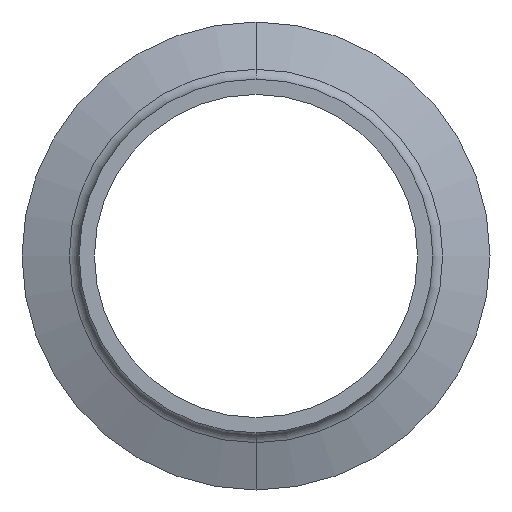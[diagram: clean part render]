
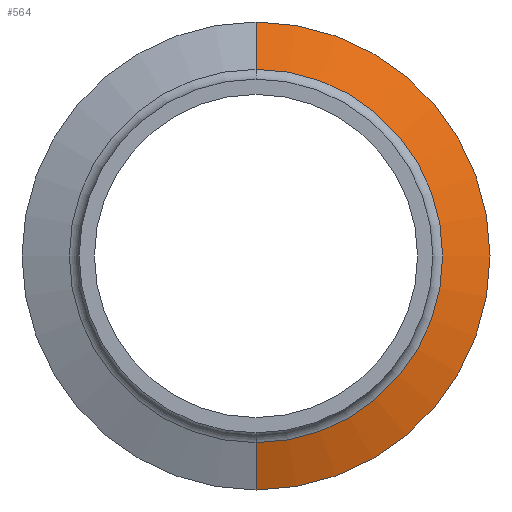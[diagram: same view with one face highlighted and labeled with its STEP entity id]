
A CAD part, front view. The second image highlights one B-rep face of the part: STEP entity #564.
In plain terms, the highlighted conical face has half-angle 70 degrees and reference radius 20.103 mm.
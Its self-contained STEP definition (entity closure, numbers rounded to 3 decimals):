
#4 = AXIS2_PLACEMENT_3D ( 'NONE', #645, #335, #697 ) ;
#11 = VERTEX_POINT ( 'NONE', #314 ) ;
#47 = AXIS2_PLACEMENT_3D ( 'NONE', #643, #221, #583 ) ;
#60 = ORIENTED_EDGE ( 'NONE', *, *, #628, .F. ) ;
#62 = DIRECTION ( 'NONE',  ( 0., 1., 0. ) ) ;
#96 = EDGE_LOOP ( 'NONE', ( #223, #611, #60, #161 ) ) ;
#107 = VERTEX_POINT ( 'NONE', #205 ) ;
#112 = CARTESIAN_POINT ( 'NONE',  ( 0., 9.85, 0. ) ) ;
#161 = ORIENTED_EDGE ( 'NONE', *, *, #295, .F. ) ;
#178 = DIRECTION ( 'NONE',  ( 0., 0.342, 0.94 ) ) ;
#188 = FACE_OUTER_BOUND ( 'NONE', #96, .T. ) ;
#193 = CIRCLE ( 'NONE', #4, 20.103 ) ;
#205 = CARTESIAN_POINT ( 'NONE',  ( 0., 9.85, -25.2 ) ) ;
#221 = DIRECTION ( 'NONE',  ( 0., 1., 0. ) ) ;
#223 = ORIENTED_EDGE ( 'NONE', *, *, #547, .T. ) ;
#260 = LINE ( 'NONE', #349, #383 ) ;
#295 = EDGE_CURVE ( 'NONE', #544, #11, #260, .T. ) ;
#314 = CARTESIAN_POINT ( 'NONE',  ( 0., 9.85, 25.2 ) ) ;
#335 = DIRECTION ( 'NONE',  ( 0., 1., 0. ) ) ;
#349 = CARTESIAN_POINT ( 'NONE',  ( 0., 7.995, 20.103 ) ) ;
#379 = VECTOR ( 'NONE', #421, 1000. ) ;
#383 = VECTOR ( 'NONE', #178, 1000. ) ;
#386 = VERTEX_POINT ( 'NONE', #613 ) ;
#392 = EDGE_CURVE ( 'NONE', #386, #107, #605, .T. ) ;
#393 = DIRECTION ( 'NONE',  ( 0., 0., 1. ) ) ;
#402 = CARTESIAN_POINT ( 'NONE',  ( 0., 7.995, -20.103 ) ) ;
#421 = DIRECTION ( 'NONE',  ( 0., 0.342, -0.94 ) ) ;
#514 = AXIS2_PLACEMENT_3D ( 'NONE', #112, #62, #393 ) ;
#533 = CARTESIAN_POINT ( 'NONE',  ( 0., 7.995, 20.103 ) ) ;
#543 = CONICAL_SURFACE ( 'NONE', #47, 20.103, 1.222 ) ;
#544 = VERTEX_POINT ( 'NONE', #533 ) ;
#547 = EDGE_CURVE ( 'NONE', #544, #386, #193, .T. ) ;
#564 = ADVANCED_FACE ( 'NONE', ( #188 ), #543, .T. ) ;
#569 = CIRCLE ( 'NONE', #514, 25.2 ) ;
#583 = DIRECTION ( 'NONE',  ( 0., 0., 1. ) ) ;
#605 = LINE ( 'NONE', #402, #379 ) ;
#611 = ORIENTED_EDGE ( 'NONE', *, *, #392, .T. ) ;
#613 = CARTESIAN_POINT ( 'NONE',  ( 0., 7.995, -20.103 ) ) ;
#628 = EDGE_CURVE ( 'NONE', #11, #107, #569, .T. ) ;
#643 = CARTESIAN_POINT ( 'NONE',  ( 0., 7.995, 0. ) ) ;
#645 = CARTESIAN_POINT ( 'NONE',  ( 0., 7.995, 0. ) ) ;
#697 = DIRECTION ( 'NONE',  ( 0., 0., 1. ) ) ;
